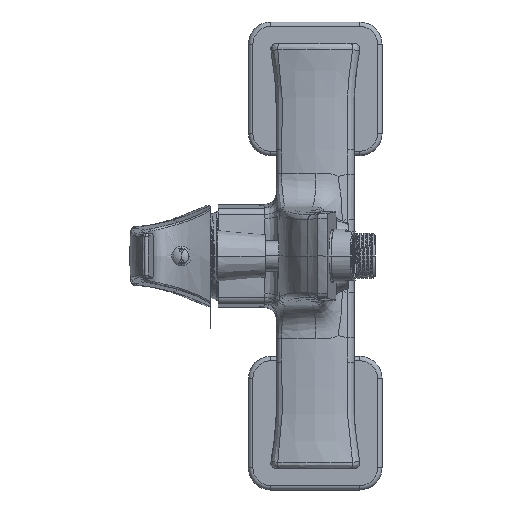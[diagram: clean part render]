
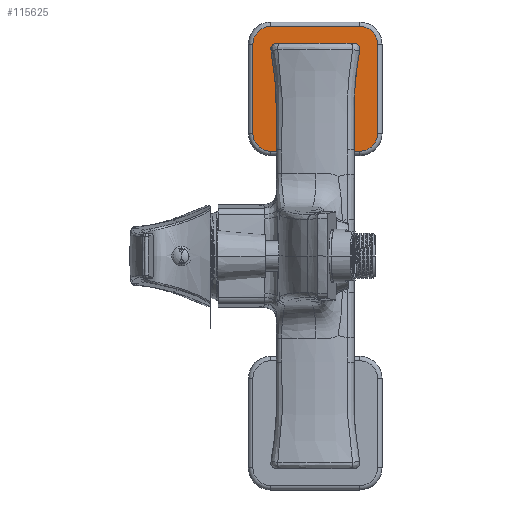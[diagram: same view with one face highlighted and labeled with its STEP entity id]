
A CAD part, left-side view. The second image highlights one B-rep face of the part: STEP entity #115625.
In plain terms, the highlighted face is planar.
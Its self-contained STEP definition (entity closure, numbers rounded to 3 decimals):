
#115106=DIRECTION('',(-1.,0.,0.));
#115107=VECTOR('',#115106,40.);
#115108=CARTESIAN_POINT('',(20.,19.5,-28.));
#115109=LINE('',#115108,#115107);
#115110=CARTESIAN_POINT('',(20.,19.5,-20.));
#115111=DIRECTION('',(0.,1.,0.));
#115112=DIRECTION('',(1.,0.,0.));
#115113=AXIS2_PLACEMENT_3D('',#115110,#115111,#115112);
#115115=DIRECTION('',(0.,0.,-1.));
#115116=VECTOR('',#115115,40.);
#115117=CARTESIAN_POINT('',(28.,19.5,20.));
#115118=LINE('',#115117,#115116);
#115119=CARTESIAN_POINT('',(20.,19.5,20.));
#115120=DIRECTION('',(0.,1.,0.));
#115121=DIRECTION('',(0.,0.,1.));
#115122=AXIS2_PLACEMENT_3D('',#115119,#115120,#115121);
#115124=DIRECTION('',(1.,0.,0.));
#115125=VECTOR('',#115124,40.);
#115126=CARTESIAN_POINT('',(-20.,19.5,28.));
#115127=LINE('',#115126,#115125);
#115128=CARTESIAN_POINT('',(-20.,19.5,20.));
#115129=DIRECTION('',(0.,1.,0.));
#115130=DIRECTION('',(-1.,0.,0.));
#115131=AXIS2_PLACEMENT_3D('',#115128,#115129,#115130);
#115133=DIRECTION('',(0.,0.,1.));
#115134=VECTOR('',#115133,40.);
#115135=CARTESIAN_POINT('',(-28.,19.5,-20.));
#115136=LINE('',#115135,#115134);
#115137=CARTESIAN_POINT('',(-20.,19.5,-20.));
#115138=DIRECTION('',(0.,1.,0.));
#115139=DIRECTION('',(0.,0.,-1.));
#115140=AXIS2_PLACEMENT_3D('',#115137,#115138,#115139);
#115142=CARTESIAN_POINT('',(0.,19.5,0.));
#115143=DIRECTION('',(0.,1.,0.));
#115144=DIRECTION('',(1.,0.,0.));
#115145=AXIS2_PLACEMENT_3D('',#115142,#115143,#115144);
#115147=CARTESIAN_POINT('',(0.,19.5,0.));
#115148=DIRECTION('',(0.,1.,0.));
#115149=DIRECTION('',(-1.,0.,0.));
#115150=AXIS2_PLACEMENT_3D('',#115147,#115148,#115149);
#115427=CARTESIAN_POINT('',(20.,19.5,-28.));
#115428=CARTESIAN_POINT('',(-20.,19.5,-28.));
#115429=VERTEX_POINT('',#115427);
#115430=VERTEX_POINT('',#115428);
#115435=CARTESIAN_POINT('',(-28.,19.5,-20.));
#115436=CARTESIAN_POINT('',(-28.,19.5,20.));
#115437=VERTEX_POINT('',#115435);
#115438=VERTEX_POINT('',#115436);
#115443=CARTESIAN_POINT('',(-20.,19.5,28.));
#115444=CARTESIAN_POINT('',(20.,19.5,28.));
#115445=VERTEX_POINT('',#115443);
#115446=VERTEX_POINT('',#115444);
#115451=CARTESIAN_POINT('',(28.,19.5,20.));
#115452=CARTESIAN_POINT('',(28.,19.5,-20.));
#115453=VERTEX_POINT('',#115451);
#115454=VERTEX_POINT('',#115452);
#115456=CARTESIAN_POINT('',(10.5,19.5,0.));
#115458=VERTEX_POINT('',#115456);
#115460=CARTESIAN_POINT('',(-10.5,19.5,0.));
#115462=VERTEX_POINT('',#115460);
#115598=CARTESIAN_POINT('',(0.,19.5,0.));
#115599=DIRECTION('',(0.,1.,0.));
#115600=DIRECTION('',(1.,0.,0.));
#115601=AXIS2_PLACEMENT_3D('',#115598,#115599,#115600);
#115602=PLANE('',#115601);
#115604=ORIENTED_EDGE('',*,*,#115603,.F.);
#115606=ORIENTED_EDGE('',*,*,#115605,.F.);
#115608=ORIENTED_EDGE('',*,*,#115607,.F.);
#115609=ORIENTED_EDGE('',*,*,#115576,.F.);
#115610=ORIENTED_EDGE('',*,*,#115588,.F.);
#115612=ORIENTED_EDGE('',*,*,#115611,.F.);
#115614=ORIENTED_EDGE('',*,*,#115613,.F.);
#115616=ORIENTED_EDGE('',*,*,#115615,.F.);
#115617=EDGE_LOOP('',(#115604,#115606,#115608,#115609,#115610,#115612,#115614,
#115616));
#115618=FACE_OUTER_BOUND('',#115617,.F.);
#115620=ORIENTED_EDGE('',*,*,#115619,.T.);
#115622=ORIENTED_EDGE('',*,*,#115621,.T.);
#115623=EDGE_LOOP('',(#115620,#115622));
#115624=FACE_BOUND('',#115623,.F.);
#115625=ADVANCED_FACE('',(#115618,#115624),#115602,.T.);
#115114=CIRCLE('',#115113,8.);
#115123=CIRCLE('',#115122,8.);
#115132=CIRCLE('',#115131,8.);
#115141=CIRCLE('',#115140,8.);
#115146=CIRCLE('',#115145,10.5);
#115151=CIRCLE('',#115150,10.5);
#115576=EDGE_CURVE('',#115446,#115453,#115123,.T.);
#115588=EDGE_CURVE('',#115445,#115446,#115127,.T.);
#115603=EDGE_CURVE('',#115429,#115430,#115109,.T.);
#115605=EDGE_CURVE('',#115454,#115429,#115114,.T.);
#115607=EDGE_CURVE('',#115453,#115454,#115118,.T.);
#115611=EDGE_CURVE('',#115438,#115445,#115132,.T.);
#115613=EDGE_CURVE('',#115437,#115438,#115136,.T.);
#115615=EDGE_CURVE('',#115430,#115437,#115141,.T.);
#115619=EDGE_CURVE('',#115458,#115462,#115146,.T.);
#115621=EDGE_CURVE('',#115462,#115458,#115151,.T.);
